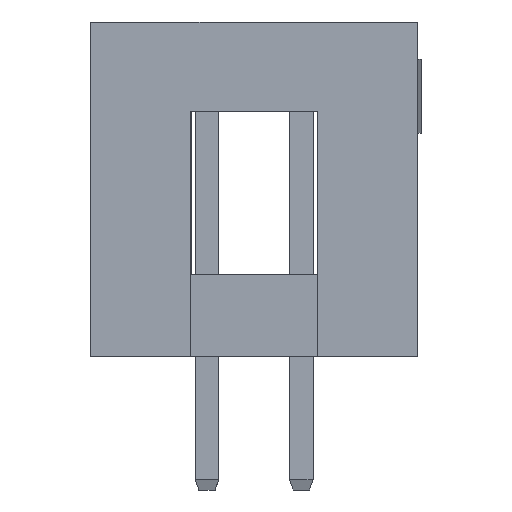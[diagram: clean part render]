
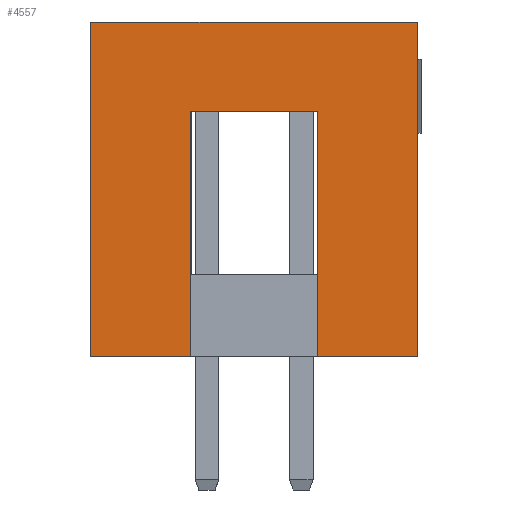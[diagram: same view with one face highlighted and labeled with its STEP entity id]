
A CAD part, left-side view. The second image highlights one B-rep face of the part: STEP entity #4557.
In plain terms, the highlighted planar face has unit normal (-1, 0, 0).
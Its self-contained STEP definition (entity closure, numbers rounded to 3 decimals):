
#458 = ORIENTED_EDGE ( 'NONE', *, *, #8195, .T. ) ;
#662 = CARTESIAN_POINT ( 'NONE',  ( -5.17, -3.13, 9. ) ) ;
#1367 = DIRECTION ( 'NONE',  ( 0., 0., 1. ) ) ;
#1690 = VERTEX_POINT ( 'NONE', #3608 ) ;
#1771 = LINE ( 'NONE', #14344, #10707 ) ;
#1776 = VERTEX_POINT ( 'NONE', #12890 ) ;
#1965 = EDGE_CURVE ( 'NONE', #3358, #11639, #8609, .T. ) ;
#2806 = EDGE_CURVE ( 'NONE', #10695, #1690, #10801, .T. ) ;
#3358 = VERTEX_POINT ( 'NONE', #12658 ) ;
#3481 = DIRECTION ( 'NONE',  ( 0., 0., -1. ) ) ;
#3588 = VERTEX_POINT ( 'NONE', #10666 ) ;
#3608 = CARTESIAN_POINT ( 'NONE',  ( -5.17, 2.97, 6.6 ) ) ;
#4340 = LINE ( 'NONE', #9789, #7941 ) ;
#4350 = CARTESIAN_POINT ( 'NONE',  ( -5.17, 0., 9. ) ) ;
#4375 = EDGE_LOOP ( 'NONE', ( #8061, #5331, #458, #11630, #5805, #6706, #5411, #17564 ) ) ;
#4473 = CARTESIAN_POINT ( 'NONE',  ( -5.17, -0.43, 0. ) ) ;
#4557 = ADVANCED_FACE ( 'NONE', ( #16902 ), #7761, .T. ) ;
#4730 = CARTESIAN_POINT ( 'NONE',  ( -5.17, -0.43, 0. ) ) ;
#4751 = VECTOR ( 'NONE', #3481, 1000. ) ;
#5331 = ORIENTED_EDGE ( 'NONE', *, *, #11090, .T. ) ;
#5411 = ORIENTED_EDGE ( 'NONE', *, *, #13345, .T. ) ;
#5805 = ORIENTED_EDGE ( 'NONE', *, *, #9799, .F. ) ;
#5825 = VECTOR ( 'NONE', #15382, 1000. ) ;
#5868 = EDGE_CURVE ( 'NONE', #3588, #10695, #9820, .T. ) ;
#5924 = DIRECTION ( 'NONE',  ( 0., -1., 0. ) ) ;
#6706 = ORIENTED_EDGE ( 'NONE', *, *, #1965, .F. ) ;
#7351 = CARTESIAN_POINT ( 'NONE',  ( -5.17, 0., 0. ) ) ;
#7501 = DIRECTION ( 'NONE',  ( 0., -1., 0. ) ) ;
#7761 = PLANE ( 'NONE',  #7811 ) ;
#7811 = AXIS2_PLACEMENT_3D ( 'NONE', #13193, #17253, #17438 ) ;
#7941 = VECTOR ( 'NONE', #12224, 1000. ) ;
#8061 = ORIENTED_EDGE ( 'NONE', *, *, #2806, .T. ) ;
#8195 = EDGE_CURVE ( 'NONE', #1776, #12516, #17130, .T. ) ;
#8519 = VECTOR ( 'NONE', #1367, 1000. ) ;
#8609 = LINE ( 'NONE', #4350, #5825 ) ;
#8630 = CARTESIAN_POINT ( 'NONE',  ( -5.17, 2.97, 0. ) ) ;
#8788 = VERTEX_POINT ( 'NONE', #11321 ) ;
#8791 = CARTESIAN_POINT ( 'NONE',  ( -5.17, 0., 6.6 ) ) ;
#9726 = DIRECTION ( 'NONE',  ( 0., -1., 0. ) ) ;
#9789 = CARTESIAN_POINT ( 'NONE',  ( -5.17, -3.13, 0. ) ) ;
#9799 = EDGE_CURVE ( 'NONE', #11639, #8788, #4340, .T. ) ;
#9820 = LINE ( 'NONE', #7351, #15355 ) ;
#10211 = LINE ( 'NONE', #15718, #17866 ) ;
#10666 = CARTESIAN_POINT ( 'NONE',  ( -5.17, 5.67, 0. ) ) ;
#10695 = VERTEX_POINT ( 'NONE', #8630 ) ;
#10707 = VECTOR ( 'NONE', #5924, 1000. ) ;
#10801 = LINE ( 'NONE', #12321, #8519 ) ;
#11090 = EDGE_CURVE ( 'NONE', #1690, #1776, #14377, .T. ) ;
#11321 = CARTESIAN_POINT ( 'NONE',  ( -5.17, -3.13, 0. ) ) ;
#11630 = ORIENTED_EDGE ( 'NONE', *, *, #16410, .T. ) ;
#11639 = VERTEX_POINT ( 'NONE', #662 ) ;
#12091 = DIRECTION ( 'NONE',  ( 0., 0., -1. ) ) ;
#12224 = DIRECTION ( 'NONE',  ( 0., 0., -1. ) ) ;
#12321 = CARTESIAN_POINT ( 'NONE',  ( -5.17, 2.97, 0. ) ) ;
#12516 = VERTEX_POINT ( 'NONE', #4473 ) ;
#12658 = CARTESIAN_POINT ( 'NONE',  ( -5.17, 5.67, 9. ) ) ;
#12890 = CARTESIAN_POINT ( 'NONE',  ( -5.17, -0.43, 6.6 ) ) ;
#13193 = CARTESIAN_POINT ( 'NONE',  ( -5.17, 0., 0. ) ) ;
#13345 = EDGE_CURVE ( 'NONE', #3358, #3588, #10211, .T. ) ;
#14344 = CARTESIAN_POINT ( 'NONE',  ( -5.17, 0., 0. ) ) ;
#14377 = LINE ( 'NONE', #8791, #16349 ) ;
#15355 = VECTOR ( 'NONE', #9726, 1000. ) ;
#15382 = DIRECTION ( 'NONE',  ( 0., -1., 0. ) ) ;
#15718 = CARTESIAN_POINT ( 'NONE',  ( -5.17, 5.67, 0. ) ) ;
#16349 = VECTOR ( 'NONE', #7501, 1000. ) ;
#16410 = EDGE_CURVE ( 'NONE', #12516, #8788, #1771, .T. ) ;
#16902 = FACE_OUTER_BOUND ( 'NONE', #4375, .T. ) ;
#17130 = LINE ( 'NONE', #4730, #4751 ) ;
#17253 = DIRECTION ( 'NONE',  ( -1., 0., 0. ) ) ;
#17438 = DIRECTION ( 'NONE',  ( 0., 0., 1. ) ) ;
#17564 = ORIENTED_EDGE ( 'NONE', *, *, #5868, .T. ) ;
#17866 = VECTOR ( 'NONE', #12091, 1000. ) ;
